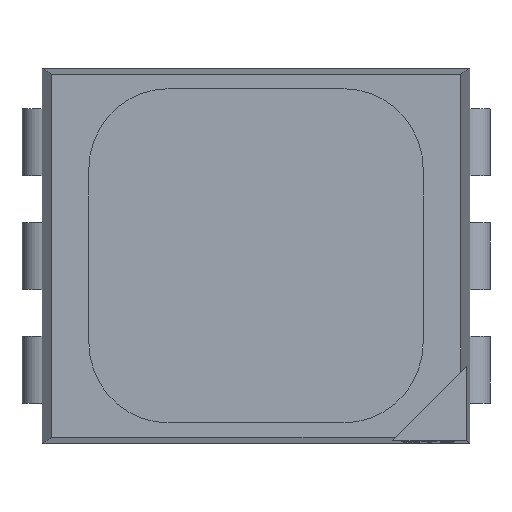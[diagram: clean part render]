
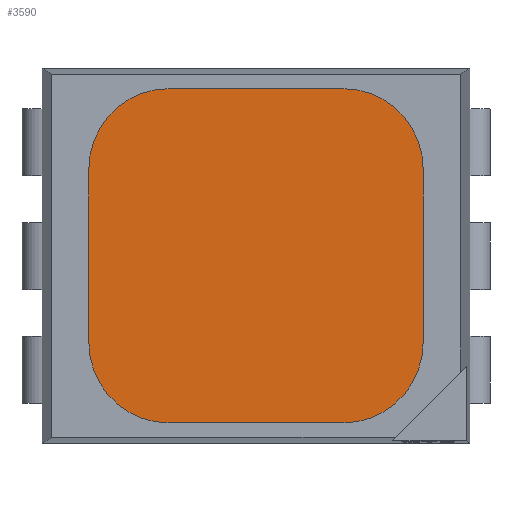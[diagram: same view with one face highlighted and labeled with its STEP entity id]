
A CAD part, top view. The second image highlights one B-rep face of the part: STEP entity #3590.
In plain terms, the highlighted planar face has unit normal (0, 0, 1).
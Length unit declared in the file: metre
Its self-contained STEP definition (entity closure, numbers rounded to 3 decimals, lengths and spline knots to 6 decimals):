
#172=CIRCLE('',#3860,0.0006);
#174=CIRCLE('',#3864,0.0006);
#176=CIRCLE('',#3868,0.0006);
#178=CIRCLE('',#3872,0.0006);
#399=ORIENTED_EDGE('',*,*,#1402,.F.);
#400=ORIENTED_EDGE('',*,*,#1404,.F.);
#401=ORIENTED_EDGE('',*,*,#1383,.F.);
#402=ORIENTED_EDGE('',*,*,#1387,.F.);
#403=ORIENTED_EDGE('',*,*,#1390,.F.);
#404=ORIENTED_EDGE('',*,*,#1393,.F.);
#405=ORIENTED_EDGE('',*,*,#1396,.F.);
#406=ORIENTED_EDGE('',*,*,#1399,.F.);
#1383=EDGE_CURVE('',#1902,#1903,#2248,.F.);
#1387=EDGE_CURVE('',#1905,#1902,#172,.F.);
#1390=EDGE_CURVE('',#1907,#1905,#2253,.F.);
#1393=EDGE_CURVE('',#1909,#1907,#174,.F.);
#1396=EDGE_CURVE('',#1911,#1909,#2257,.T.);
#1399=EDGE_CURVE('',#1913,#1911,#176,.F.);
#1402=EDGE_CURVE('',#1915,#1913,#2261,.T.);
#1404=EDGE_CURVE('',#1903,#1915,#178,.F.);
#1902=VERTEX_POINT('',#5120);
#1903=VERTEX_POINT('',#5122);
#1905=VERTEX_POINT('',#5128);
#1907=VERTEX_POINT('',#5134);
#1909=VERTEX_POINT('',#5140);
#1911=VERTEX_POINT('',#5146);
#1913=VERTEX_POINT('',#5152);
#1915=VERTEX_POINT('',#5158);
#2248=LINE('',#5121,#2645);
#2253=LINE('',#5135,#2650);
#2257=LINE('',#5147,#2654);
#2261=LINE('',#5159,#2658);
#2645=VECTOR('',#4192,1.);
#2650=VECTOR('',#4205,1.);
#2654=VECTOR('',#4217,1.);
#2658=VECTOR('',#4229,1.);
#3027=EDGE_LOOP('',(#399,#400,#401,#402,#403,#404,#405,#406));
#3244=FACE_BOUND('',#3027,.T.);
#3453=PLANE('',#3874);
#3590=ADVANCED_FACE('',(#3244),#3453,.T.);
#3860=AXIS2_PLACEMENT_3D('',#5129,#4199,#4200);
#3864=AXIS2_PLACEMENT_3D('',#5141,#4211,#4212);
#3868=AXIS2_PLACEMENT_3D('',#5153,#4223,#4224);
#3872=AXIS2_PLACEMENT_3D('',#5162,#4234,#4235);
#3874=AXIS2_PLACEMENT_3D('',#5164,#4238,#4239);
#4192=DIRECTION('',(-1.,0.,0.));
#4199=DIRECTION('',(0.,0.,1.));
#4200=DIRECTION('',(1.,0.,0.));
#4205=DIRECTION('',(0.,-1.,0.));
#4211=DIRECTION('',(0.,0.,1.));
#4212=DIRECTION('',(1.,0.,0.));
#4217=DIRECTION('',(-1.,0.,0.));
#4223=DIRECTION('',(0.,0.,1.));
#4224=DIRECTION('',(1.,0.,0.));
#4229=DIRECTION('',(0.,-1.,0.));
#4234=DIRECTION('',(0.,0.,1.));
#4235=DIRECTION('',(1.,0.,0.));
#4238=DIRECTION('',(0.,0.,1.));
#4239=DIRECTION('',(1.,0.,0.));
#5120=CARTESIAN_POINT('',(-0.00065,0.00125,0.00099));
#5121=CARTESIAN_POINT('',(0.,0.00125,0.00099));
#5122=CARTESIAN_POINT('',(0.00065,0.00125,0.00099));
#5128=CARTESIAN_POINT('',(-0.00125,0.00065,0.00099));
#5129=CARTESIAN_POINT('',(-0.00065,0.00065,0.00099));
#5134=CARTESIAN_POINT('',(-0.00125,-0.00065,0.00099));
#5135=CARTESIAN_POINT('',(-0.00125,0.,0.00099));
#5140=CARTESIAN_POINT('',(-0.00065,-0.00125,0.00099));
#5141=CARTESIAN_POINT('',(-0.00065,-0.00065,0.00099));
#5146=CARTESIAN_POINT('',(0.00065,-0.00125,0.00099));
#5147=CARTESIAN_POINT('',(0.,-0.00125,0.00099));
#5152=CARTESIAN_POINT('',(0.00125,-0.00065,0.00099));
#5153=CARTESIAN_POINT('',(0.00065,-0.00065,0.00099));
#5158=CARTESIAN_POINT('',(0.00125,0.00065,0.00099));
#5159=CARTESIAN_POINT('',(0.00125,0.,0.00099));
#5162=CARTESIAN_POINT('',(0.00065,0.00065,0.00099));
#5164=CARTESIAN_POINT('',(0.,0.,0.00099));
